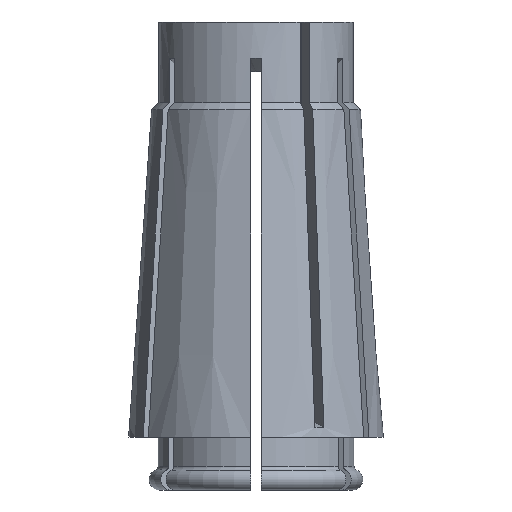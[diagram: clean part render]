
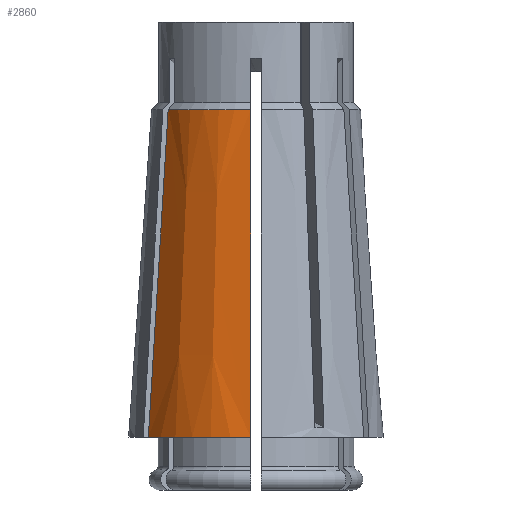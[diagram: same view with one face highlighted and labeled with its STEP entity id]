
A CAD part, front view. The second image highlights one B-rep face of the part: STEP entity #2860.
In plain terms, the highlighted conical face has half-angle 4 degrees and reference radius 12.28 mm.
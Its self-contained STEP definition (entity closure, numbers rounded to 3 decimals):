
#98 = EDGE_LOOP ( 'NONE', ( #266, #3421, #3591, #3113 ) ) ;
#160 = CARTESIAN_POINT ( 'NONE',  ( 0., 0., -8.476 ) ) ;
#266 = ORIENTED_EDGE ( 'NONE', *, *, #3754, .F. ) ;
#386 = CARTESIAN_POINT ( 'NONE',  ( -8.988, -5.766, -17.097 ) ) ;
#427 = DIRECTION ( 'NONE',  ( 1., 0., 0. ) ) ;
#662 = CARTESIAN_POINT ( 'NONE',  ( -8.639, -5.565, -11.35 ) ) ;
#728 = VERTEX_POINT ( 'NONE', #896 ) ;
#816 = CARTESIAN_POINT ( 'NONE',  ( 0., 0., -40. ) ) ;
#896 = CARTESIAN_POINT ( 'NONE',  ( -10.376, -6.568, -40. ) ) ;
#945 = EDGE_CURVE ( 'NONE', #1525, #3475, #3599, .T. ) ;
#1115 = DIRECTION ( 'NONE',  ( 1., 0., 0. ) ) ;
#1151 = AXIS2_PLACEMENT_3D ( 'NONE', #3289, #1792, #3011 ) ;
#1412 = FACE_OUTER_BOUND ( 'NONE', #98, .T. ) ;
#1525 = VERTEX_POINT ( 'NONE', #2878 ) ;
#1543 = CARTESIAN_POINT ( 'NONE',  ( -10.376, -6.568, -40. ) ) ;
#1792 = DIRECTION ( 'NONE',  ( 0., 0., -1. ) ) ;
#1804 = CARTESIAN_POINT ( 'NONE',  ( -0.5, -10.063, -8.476 ) ) ;
#1830 = CARTESIAN_POINT ( 'NONE',  ( -0.5, -10.299, -11.835 ) ) ;
#1843 = CARTESIAN_POINT ( 'NONE',  ( -0.5, -10.181, -10.156 ) ) ;
#1857 = CARTESIAN_POINT ( 'NONE',  ( -0.5, -10.938, -20.97 ) ) ;
#1869 = CARTESIAN_POINT ( 'NONE',  ( -0.5, -10.416, -13.515 ) ) ;
#1872 = CARTESIAN_POINT ( 'NONE',  ( -0.5, -11.982, -35.881 ) ) ;
#1914 = CARTESIAN_POINT ( 'NONE',  ( -0.5, -12.078, -37.254 ) ) ;
#1933 = CARTESIAN_POINT ( 'NONE',  ( -0.5, -12.174, -38.627 ) ) ;
#1948 = CARTESIAN_POINT ( 'NONE',  ( -0.5, -12.27, -40. ) ) ;
#1961 = CARTESIAN_POINT ( 'NONE',  ( -0.5, -11.46, -28.425 ) ) ;
#2177 = CARTESIAN_POINT ( 'NONE',  ( -9.451, -6.034, -24.732 ) ) ;
#2221 = DIRECTION ( 'NONE',  ( 0., 0., 1. ) ) ;
#2438 = VERTEX_POINT ( 'NONE', #2472 ) ;
#2472 = CARTESIAN_POINT ( 'NONE',  ( -8.465, -5.465, -8.476 ) ) ;
#2479 = CARTESIAN_POINT ( 'NONE',  ( -8.814, -5.666, -14.224 ) ) ;
#2528 = EDGE_CURVE ( 'NONE', #2438, #3475, #3631, .T. ) ;
#2716 = EDGE_CURVE ( 'NONE', #728, #1525, #3285, .T. ) ;
#2763 = B_SPLINE_CURVE_WITH_KNOTS ( 'NONE', 3,
 ( #1543, #3640, #2177, #386, #2479, #662, #2780 ),
 .UNSPECIFIED., .F., .F.,
 ( 4, 3, 4 ),
 ( 0., 0.023, 0.032 ),
 .UNSPECIFIED. ) ;
#2780 = CARTESIAN_POINT ( 'NONE',  ( -8.465, -5.465, -8.476 ) ) ;
#2860 = ADVANCED_FACE ( 'NONE', ( #1412 ), #3605, .T. ) ;
#2878 = CARTESIAN_POINT ( 'NONE',  ( -0.5, -12.27, -40. ) ) ;
#2936 = DIRECTION ( 'NONE',  ( 0., 0., 1. ) ) ;
#3006 = CARTESIAN_POINT ( 'NONE',  ( -0.5, -10.063, -8.476 ) ) ;
#3011 = DIRECTION ( 'NONE',  ( -1., 0., 0. ) ) ;
#3059 = AXIS2_PLACEMENT_3D ( 'NONE', #816, #2936, #1115 ) ;
#3113 = ORIENTED_EDGE ( 'NONE', *, *, #2528, .F. ) ;
#3285 = CIRCLE ( 'NONE', #3059, 12.28 ) ;
#3289 = CARTESIAN_POINT ( 'NONE',  ( 0., 0., -40. ) ) ;
#3421 = ORIENTED_EDGE ( 'NONE', *, *, #2716, .T. ) ;
#3475 = VERTEX_POINT ( 'NONE', #3006 ) ;
#3515 = AXIS2_PLACEMENT_3D ( 'NONE', #160, #2221, #427 ) ;
#3591 = ORIENTED_EDGE ( 'NONE', *, *, #945, .T. ) ;
#3599 = B_SPLINE_CURVE_WITH_KNOTS ( 'NONE', 3,
 ( #1948, #1933, #1914, #1872, #1961, #1857, #1869, #1830, #1843, #1804 ),
 .UNSPECIFIED., .F., .F.,
 ( 4, 3, 3, 4 ),
 ( 0.018, 0.022, 0.045, 0.05 ),
 .UNSPECIFIED. ) ;
#3605 = CONICAL_SURFACE ( 'NONE', #1151, 12.28, 0.07 ) ;
#3631 = CIRCLE ( 'NONE', #3515, 10.076 ) ;
#3640 = CARTESIAN_POINT ( 'NONE',  ( -9.913, -6.301, -32.366 ) ) ;
#3754 = EDGE_CURVE ( 'NONE', #728, #2438, #2763, .T. ) ;
